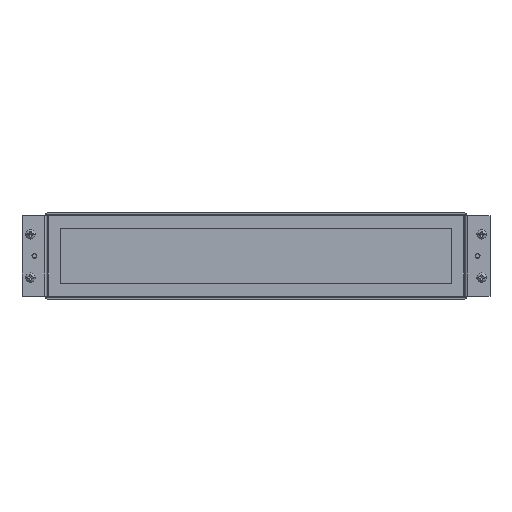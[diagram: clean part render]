
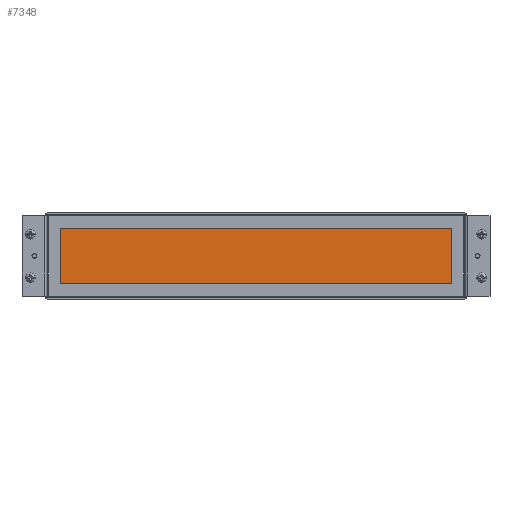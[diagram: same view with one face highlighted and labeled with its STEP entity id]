
A CAD part, top view. The second image highlights one B-rep face of the part: STEP entity #7348.
In plain terms, the highlighted planar face has unit normal (0, 0, 1).
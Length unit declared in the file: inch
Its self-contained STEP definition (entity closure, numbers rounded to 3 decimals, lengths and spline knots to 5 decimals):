
#7045=DIRECTION('',(0.,1.,0.));
#7046=VECTOR('',#7045,2.25);
#7047=CARTESIAN_POINT('',(7.9375,-1.125,0.19));
#7048=LINE('',#7047,#7046);
#7052=DIRECTION('',(1.,0.,0.));
#7053=VECTOR('',#7052,15.875);
#7054=CARTESIAN_POINT('',(-7.9375,-1.125,0.19));
#7055=LINE('',#7054,#7053);
#7059=DIRECTION('',(0.,-1.,0.));
#7060=VECTOR('',#7059,2.25);
#7061=CARTESIAN_POINT('',(-7.9375,1.125,0.19));
#7062=LINE('',#7061,#7060);
#7066=DIRECTION('',(-1.,0.,0.));
#7067=VECTOR('',#7066,15.875);
#7068=CARTESIAN_POINT('',(7.9375,1.125,0.19));
#7069=LINE('',#7068,#7067);
#7145=CARTESIAN_POINT('',(7.9375,-1.125,0.19));
#7146=CARTESIAN_POINT('',(7.9375,1.125,0.19));
#7147=VERTEX_POINT('',#7145);
#7148=VERTEX_POINT('',#7146);
#7149=CARTESIAN_POINT('',(-7.9375,1.125,0.19));
#7150=VERTEX_POINT('',#7149);
#7151=CARTESIAN_POINT('',(-7.9375,-1.125,0.19));
#7152=VERTEX_POINT('',#7151);
#7337=CARTESIAN_POINT('',(0.,0.,0.19));
#7338=DIRECTION('',(0.,0.,1.));
#7339=DIRECTION('',(1.,0.,0.));
#7340=AXIS2_PLACEMENT_3D('',#7337,#7338,#7339);
#7341=PLANE('',#7340);
#7342=ORIENTED_EDGE('',*,*,#7289,.F.);
#7343=ORIENTED_EDGE('',*,*,#7304,.F.);
#7344=ORIENTED_EDGE('',*,*,#7318,.F.);
#7345=ORIENTED_EDGE('',*,*,#7331,.F.);
#7346=EDGE_LOOP('',(#7342,#7343,#7344,#7345));
#7347=FACE_OUTER_BOUND('',#7346,.F.);
#7348=ADVANCED_FACE('',(#7347),#7341,.T.);
#7289=EDGE_CURVE('',#7147,#7148,#7048,.T.);
#7304=EDGE_CURVE('',#7152,#7147,#7055,.T.);
#7318=EDGE_CURVE('',#7150,#7152,#7062,.T.);
#7331=EDGE_CURVE('',#7148,#7150,#7069,.T.);
